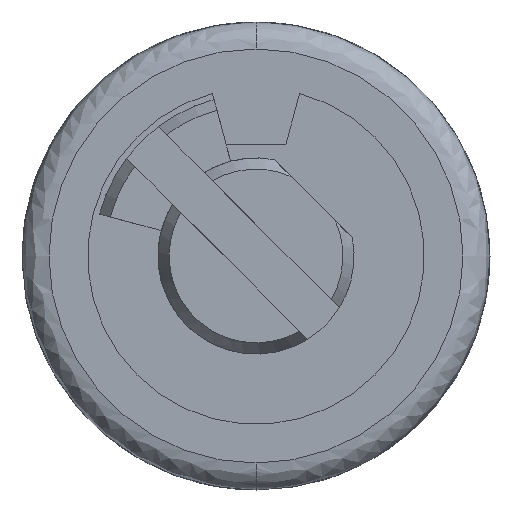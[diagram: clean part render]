
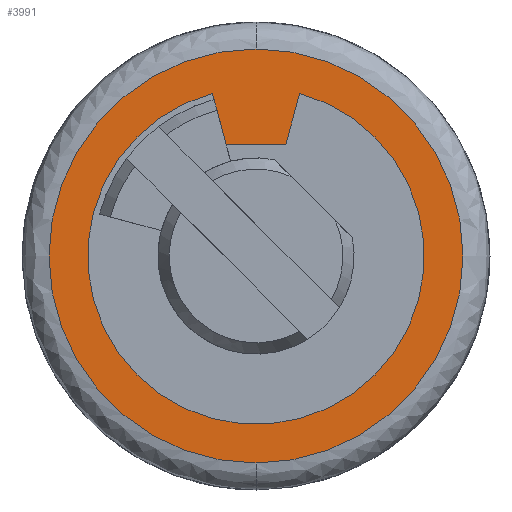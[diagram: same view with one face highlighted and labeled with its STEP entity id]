
A CAD part, front view. The second image highlights one B-rep face of the part: STEP entity #3991.
In plain terms, the highlighted free-form (B-spline) face has degree [1, 1] with [2, 2] control points.
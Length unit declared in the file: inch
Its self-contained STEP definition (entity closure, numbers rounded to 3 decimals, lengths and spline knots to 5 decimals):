
#482=CARTESIAN_POINT('',(0.,0.,-0.01));
#483=DIRECTION('',(0.,0.,1.));
#484=DIRECTION('',(0.,1.,0.));
#485=AXIS2_PLACEMENT_3D('',#482,#483,#484);
#490=CARTESIAN_POINT('',(0.,0.,-0.01));
#491=DIRECTION('',(0.,0.,-1.));
#492=DIRECTION('',(0.,1.,0.));
#493=AXIS2_PLACEMENT_3D('',#490,#491,#492);
#498=DIRECTION('',(0.259,0.966,0.));
#499=VECTOR('',#498,0.0035);
#500=CARTESIAN_POINT('',(-0.0242,-0.09031,-0.01));
#501=LINE('',#500,#499);
#505=CARTESIAN_POINT('',(0.,0.,-0.01));
#506=DIRECTION('',(0.,0.,1.));
#507=DIRECTION('',(0.259,-0.966,0.));
#508=AXIS2_PLACEMENT_3D('',#505,#506,#507);
#513=DIRECTION('',(0.259,-0.966,0.));
#514=VECTOR('',#513,0.02931);
#515=CARTESIAN_POINT('',(0.01661,-0.062,-0.01));
#516=LINE('',#515,#514);
#520=DIRECTION('',(1.,0.,0.));
#521=VECTOR('',#520,0.03323);
#522=CARTESIAN_POINT('',(-0.01661,-0.062,-0.01));
#523=LINE('',#522,#521);
#527=DIRECTION('',(-0.259,-0.966,0.));
#528=VECTOR('',#527,0.02581);
#529=CARTESIAN_POINT('',(-0.01661,-0.062,-0.01));
#530=LINE('',#529,#528);
#3005=CARTESIAN_POINT('',(0.,0.115,-0.01));
#3007=VERTEX_POINT('',#3005);
#3009=CARTESIAN_POINT('',(0.,-0.115,-0.01));
#3011=VERTEX_POINT('',#3009);
#3051=CARTESIAN_POINT('',(0.01661,-0.062,-0.01));
#3052=CARTESIAN_POINT('',(0.0242,-0.09031,-0.01));
#3053=VERTEX_POINT('',#3051);
#3054=VERTEX_POINT('',#3052);
#3055=CARTESIAN_POINT('',(-0.0242,-0.09031,-0.01));
#3056=VERTEX_POINT('',#3055);
#3417=CARTESIAN_POINT('',(-0.01661,-0.062,-0.01));
#3418=CARTESIAN_POINT('',(-0.02329,-0.08693,-0.01));
#3419=VERTEX_POINT('',#3417);
#3420=VERTEX_POINT('',#3418);
#3970=CARTESIAN_POINT('',(0.11965,0.1196,-0.01));
#3971=CARTESIAN_POINT('',(-0.11965,0.1196,-0.01));
#3972=CARTESIAN_POINT('',(0.11965,-0.1196,-0.01));
#3973=CARTESIAN_POINT('',(-0.11965,-0.1196,-0.01));
#3974=B_SPLINE_SURFACE_WITH_KNOTS('',1,1,((#3970,#3971),(#3972,#3973)),
.UNSPECIFIED.,.F.,.F.,.F.,(2,2),(2,2),(-0.1196,0.1196),(-0.11965,
0.11965),.UNSPECIFIED.);
#3975=ORIENTED_EDGE('',*,*,#3928,.T.);
#3976=ORIENTED_EDGE('',*,*,#3963,.F.);
#3977=EDGE_LOOP('',(#3975,#3976));
#3978=FACE_OUTER_BOUND('',#3977,.F.);
#3980=ORIENTED_EDGE('',*,*,#3979,.F.);
#3982=ORIENTED_EDGE('',*,*,#3981,.F.);
#3984=ORIENTED_EDGE('',*,*,#3983,.F.);
#3986=ORIENTED_EDGE('',*,*,#3985,.F.);
#3988=ORIENTED_EDGE('',*,*,#3987,.T.);
#3989=EDGE_LOOP('',(#3980,#3982,#3984,#3986,#3988));
#3990=FACE_BOUND('',#3989,.F.);
#3991=ADVANCED_FACE('',(#3978,#3990),#3974,.T.);
#486=CIRCLE('',#485,0.115);
#494=CIRCLE('',#493,0.115);
#509=CIRCLE('',#508,0.0935);
#3928=EDGE_CURVE('',#3007,#3011,#486,.T.);
#3963=EDGE_CURVE('',#3007,#3011,#494,.T.);
#3979=EDGE_CURVE('',#3056,#3420,#501,.T.);
#3981=EDGE_CURVE('',#3054,#3056,#509,.T.);
#3983=EDGE_CURVE('',#3053,#3054,#516,.T.);
#3985=EDGE_CURVE('',#3419,#3053,#523,.T.);
#3987=EDGE_CURVE('',#3419,#3420,#530,.T.);
